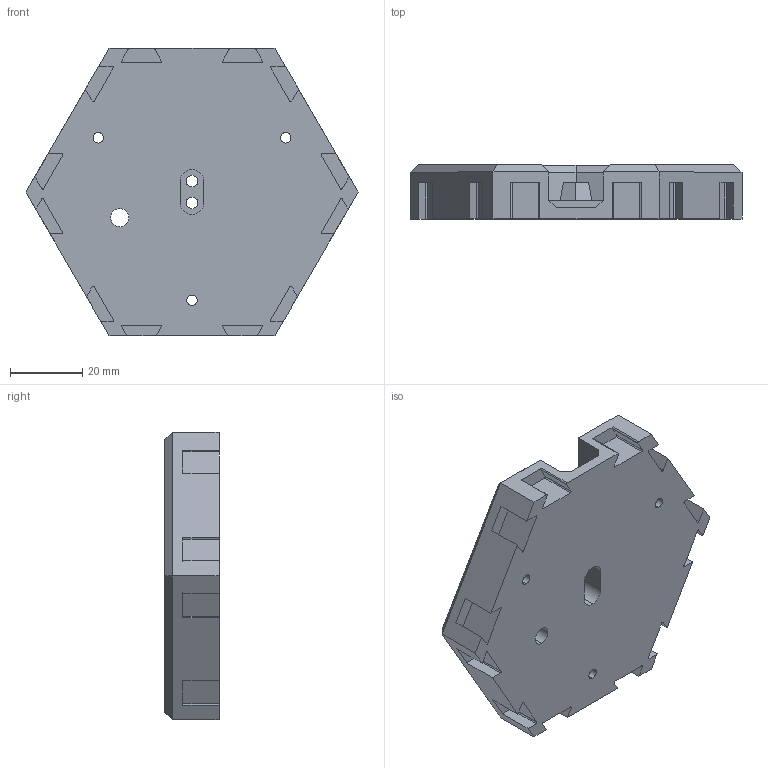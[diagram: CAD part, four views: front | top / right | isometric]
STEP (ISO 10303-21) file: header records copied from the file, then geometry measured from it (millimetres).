
FILE_DESCRIPTION (( 'STEP AP214' ), '1' );
FILE_NAME ('Base.STEP', '2023-11-21T17:13:00', ( '' ), ( '' ), 'SwSTEP 2.0', 'SolidWorks 2022', '' );
FILE_SCHEMA (( 'AUTOMOTIVE_DESIGN' ));
Length unit declared in the file: millimetre
Products named in the file (1): Base
Bounding box: 92 x 15 x 79.67 mm (x, y, z)
Volume: 43625.3 mm3; surface area: 18795.2 mm2
Topology: 1 solids, 1 shells, 180 faces, 484 edges, 311 vertices
Faces by surface type: plane 121, cylinder 53, torus 6
Entity records: 5644 total; most frequent: CARTESIAN_POINT 976, ORIENTED_EDGE 968, DIRECTION 964, EDGE_CURVE 484, VECTOR 366, LINE 366, VERTEX_POINT 311, AXIS2_PLACEMENT_3D 299
